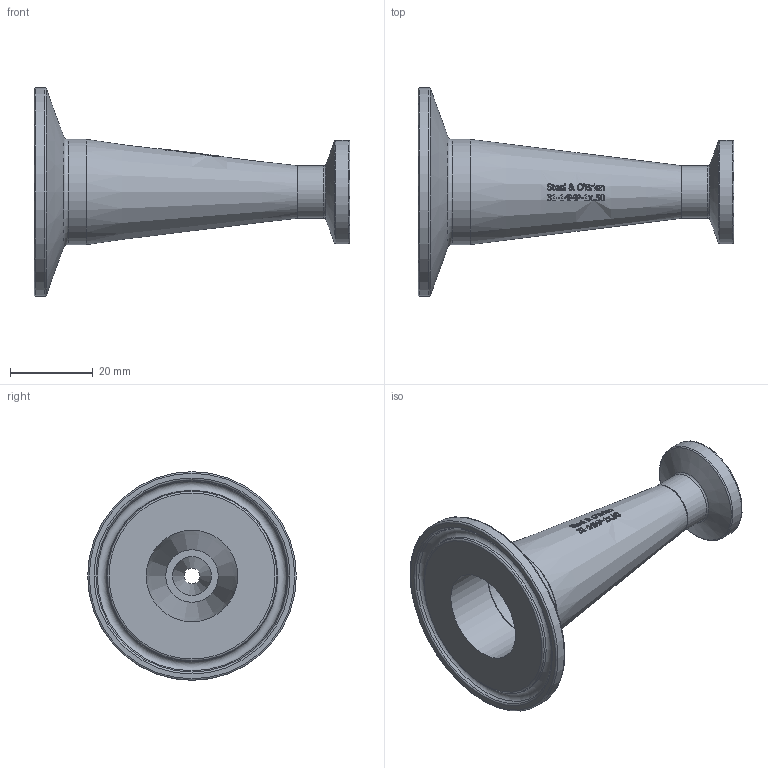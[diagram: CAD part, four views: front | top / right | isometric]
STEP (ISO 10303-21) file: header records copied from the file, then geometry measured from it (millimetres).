
FILE_DESCRIPTION(/* description */ (''),/* implementation_level */ '2;1');
FILE_NAME(/* name */ '31-14MP-1x.50.stp',/* time_stamp */ '2021-06-28T09:32:54-04:00',/* author */ ('rick'),/* organization */ (''),/* preprocessor_version */ 'ST-DEVELOPER v18',/* originating_system */ 'Autodesk Inventor 2020',/* authorisation */ '');
FILE_SCHEMA (('AUTOMOTIVE_DESIGN { 1 0 10303 214 3 1 1 }'));
Length unit declared in the file: inch
Products named in the file (1): 31-14MP-1x.50
Bounding box: 76.2 x 50.39 x 50.39 mm (x, y, z)
Volume: 15906.3 mm3; surface area: 14007.9 mm2
Topology: 2 solids, 2 shells, 436 faces, 1204 edges, 816 vertices
Faces by surface type: plane 194, bspline 174, cone 47, torus 14, cylinder 7
Full cylindrical faces by diameter (mm): 9.398 x1, 12.7 x1, 21.895 x1, 22.098 x1, 24.994 x1, 25.4 x1, 50.394 x1
Entity records: 17875 total; most frequent: CARTESIAN_POINT 7484, ORIENTED_EDGE 2408, DIRECTION 1685, EDGE_CURVE 1204, VERTEX_POINT 816, AXIS2_PLACEMENT_3D 571, LINE 543, VECTOR 543
